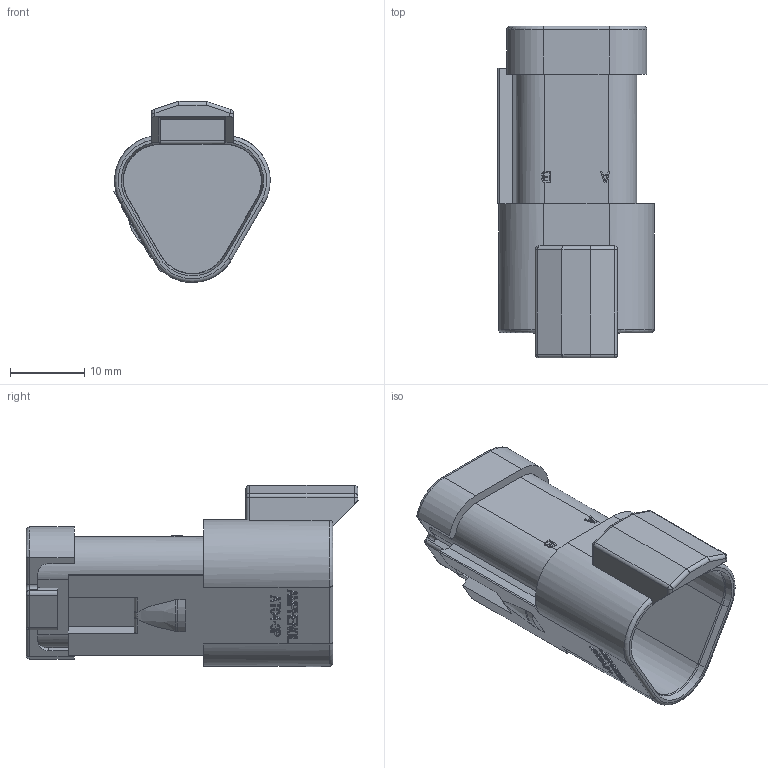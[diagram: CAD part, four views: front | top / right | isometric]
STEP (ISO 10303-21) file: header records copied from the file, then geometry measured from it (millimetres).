
FILE_DESCRIPTION((''),'2;1');
FILE_NAME('26-54223-03P','2015-01-13T',('jarry.li'),(''),'PRO/ENGINEER BY PARAMETRIC TECHNOLOGY CORPORATION, 2013230','PRO/ENGINEER BY PARAMETRIC TECHNOLOGY CORPORATION, 2013230','');
FILE_SCHEMA(('CONFIG_CONTROL_DESIGN'));
Length unit declared in the file: millimetre
Products named in the file (1): 26-54223-03P
Bounding box: 21.13 x 44.8 x 24.43 mm (x, y, z)
Volume: 6626 mm3; surface area: 5512.3 mm2
Topology: 1 solids, 4 shells, 891 faces, 2451 edges, 1612 vertices
Faces by surface type: plane 756, cylinder 87, torus 24, sphere 18, cone 4, bspline 2
Entity records: 28170 total; most frequent: CARTESIAN_POINT 5392, ORIENTED_EDGE 4902, DIRECTION 4353, EDGE_CURVE 2451, VECTOR 2125, LINE 2125, VERTEX_POINT 1612, AXIS2_PLACEMENT_3D 1114
